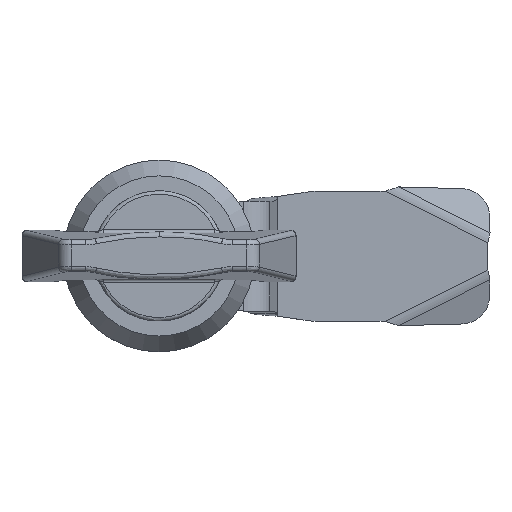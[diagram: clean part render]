
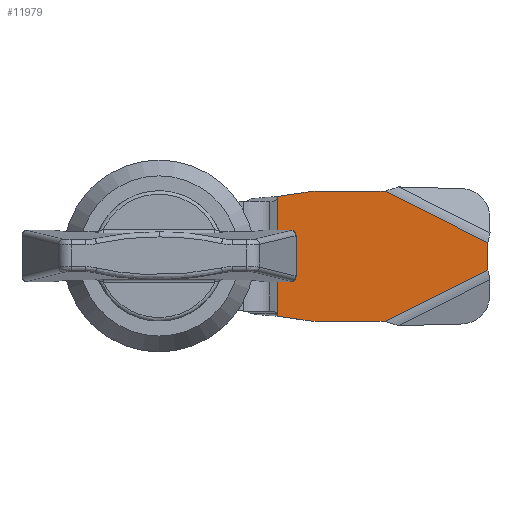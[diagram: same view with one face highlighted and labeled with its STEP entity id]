
A CAD part, top view. The second image highlights one B-rep face of the part: STEP entity #11979.
In plain terms, the highlighted planar face has unit normal (0, 0, 1).
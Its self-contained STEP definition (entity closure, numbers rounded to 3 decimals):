
#107 = DIRECTION ( 'NONE',  ( 1., 0., 0. ) ) ;
#448 = VECTOR ( 'NONE', #16444, 1000. ) ;
#842 = VECTOR ( 'NONE', #13554, 1000. ) ;
#926 = ORIENTED_EDGE ( 'NONE', *, *, #10118, .T. ) ;
#1041 = DIRECTION ( 'NONE',  ( -1., 0., 0. ) ) ;
#1474 = CARTESIAN_POINT ( 'NONE',  ( 6.828, 22.584, -7.6 ) ) ;
#1666 = DIRECTION ( 'NONE',  ( 0., -1., 0. ) ) ;
#2235 = CARTESIAN_POINT ( 'NONE',  ( 22.792, 5.5, -7.6 ) ) ;
#2412 = EDGE_CURVE ( 'NONE', #15334, #17033, #7058, .T. ) ;
#2604 = DIRECTION ( 'NONE',  ( 1., 0., 0. ) ) ;
#2713 = EDGE_CURVE ( 'NONE', #15334, #23195, #3079, .T. ) ;
#2805 = VECTOR ( 'NONE', #11530, 1000. ) ;
#3079 = LINE ( 'NONE', #21605, #3345 ) ;
#3345 = VECTOR ( 'NONE', #8974, 1000. ) ;
#3883 = EDGE_CURVE ( 'NONE', #8609, #17033, #20967, .T. ) ;
#4490 = ORIENTED_EDGE ( 'NONE', *, *, #2713, .T. ) ;
#4716 = EDGE_CURVE ( 'NONE', #13686, #13216, #18090, .T. ) ;
#4718 = CARTESIAN_POINT ( 'NONE',  ( 48., 9.5, -7.6 ) ) ;
#4733 = DIRECTION ( 'NONE',  ( -0.989, -0.145, 0. ) ) ;
#5191 = CARTESIAN_POINT ( 'NONE',  ( 22.5, 9.5, -7.6 ) ) ;
#5216 = CARTESIAN_POINT ( 'NONE',  ( 6.828, -22.584, -7.6 ) ) ;
#5281 = CARTESIAN_POINT ( 'NONE',  ( -4.464, 0., -7.6 ) ) ;
#6321 = CARTESIAN_POINT ( 'NONE',  ( 22.211, -9.458, -7.6 ) ) ;
#6369 = EDGE_CURVE ( 'NONE', #13216, #16152, #8095, .T. ) ;
#6767 = FACE_OUTER_BOUND ( 'NONE', #11682, .T. ) ;
#7058 = LINE ( 'NONE', #5216, #8314 ) ;
#7133 = DIRECTION ( 'NONE',  ( 0., 0., 1. ) ) ;
#7535 = LINE ( 'NONE', #16622, #14015 ) ;
#7552 = EDGE_CURVE ( 'NONE', #13954, #8609, #14578, .T. ) ;
#7827 = ORIENTED_EDGE ( 'NONE', *, *, #23990, .T. ) ;
#8095 = CIRCLE ( 'NONE', #20612, 4. ) ;
#8314 = VECTOR ( 'NONE', #20283, 1000. ) ;
#8330 = AXIS2_PLACEMENT_3D ( 'NONE', #11039, #16781, #107 ) ;
#8609 = VERTEX_POINT ( 'NONE', #13406 ) ;
#8658 = AXIS2_PLACEMENT_3D ( 'NONE', #5281, #7133, #22092 ) ;
#8974 = DIRECTION ( 'NONE',  ( 0., 1., 0. ) ) ;
#9399 = CARTESIAN_POINT ( 'NONE',  ( 32.996, -9.5, -7.6 ) ) ;
#9910 = ORIENTED_EDGE ( 'NONE', *, *, #11571, .T. ) ;
#10118 = EDGE_CURVE ( 'NONE', #22147, #13954, #16674, .T. ) ;
#10132 = EDGE_CURVE ( 'NONE', #23195, #13686, #18394, .T. ) ;
#11039 = CARTESIAN_POINT ( 'NONE',  ( 22.792, -5.5, -7.6 ) ) ;
#11372 = VECTOR ( 'NONE', #4733, 1000. ) ;
#11530 = DIRECTION ( 'NONE',  ( 1., 0., 0. ) ) ;
#11571 = EDGE_CURVE ( 'NONE', #16152, #12018, #21536, .T. ) ;
#11682 = EDGE_LOOP ( 'NONE', ( #16869, #4490, #23508, #13096, #15443, #9910, #7827, #926, #19222, #17652 ) ) ;
#11979 = ADVANCED_FACE ( 'NONE', ( #6767 ), #23697, .T. ) ;
#12018 = VERTEX_POINT ( 'NONE', #21846 ) ;
#12307 = VECTOR ( 'NONE', #1041, 1000. ) ;
#13096 = ORIENTED_EDGE ( 'NONE', *, *, #4716, .T. ) ;
#13216 = VERTEX_POINT ( 'NONE', #17783 ) ;
#13406 = CARTESIAN_POINT ( 'NONE',  ( 22.792, -9.5, -7.6 ) ) ;
#13554 = DIRECTION ( 'NONE',  ( -0.894, 0.447, 0. ) ) ;
#13686 = VERTEX_POINT ( 'NONE', #22046 ) ;
#13900 = CARTESIAN_POINT ( 'NONE',  ( 22.211, 9.458, -7.6 ) ) ;
#13954 = VERTEX_POINT ( 'NONE', #6321 ) ;
#14015 = VECTOR ( 'NONE', #1666, 1000. ) ;
#14578 = CIRCLE ( 'NONE', #8330, 4. ) ;
#15334 = VERTEX_POINT ( 'NONE', #21134 ) ;
#15443 = ORIENTED_EDGE ( 'NONE', *, *, #6369, .T. ) ;
#16152 = VERTEX_POINT ( 'NONE', #13900 ) ;
#16444 = DIRECTION ( 'NONE',  ( 0.989, -0.145, 0. ) ) ;
#16622 = CARTESIAN_POINT ( 'NONE',  ( 17.263, 0., -7.6 ) ) ;
#16674 = LINE ( 'NONE', #17242, #448 ) ;
#16781 = DIRECTION ( 'NONE',  ( 0., 0., 1. ) ) ;
#16869 = ORIENTED_EDGE ( 'NONE', *, *, #2412, .F. ) ;
#17033 = VERTEX_POINT ( 'NONE', #9399 ) ;
#17242 = CARTESIAN_POINT ( 'NONE',  ( 7.5, -7.3, -7.6 ) ) ;
#17466 = CARTESIAN_POINT ( 'NONE',  ( 48., 1.998, -7.6 ) ) ;
#17652 = ORIENTED_EDGE ( 'NONE', *, *, #3883, .T. ) ;
#17783 = CARTESIAN_POINT ( 'NONE',  ( 22.792, 9.5, -7.6 ) ) ;
#18090 = LINE ( 'NONE', #4718, #12307 ) ;
#18394 = LINE ( 'NONE', #1474, #842 ) ;
#19222 = ORIENTED_EDGE ( 'NONE', *, *, #7552, .T. ) ;
#19402 = DIRECTION ( 'NONE',  ( 0., 0., 1. ) ) ;
#20283 = DIRECTION ( 'NONE',  ( -0.894, -0.447, 0. ) ) ;
#20591 = CARTESIAN_POINT ( 'NONE',  ( 17.263, -8.732, -7.6 ) ) ;
#20612 = AXIS2_PLACEMENT_3D ( 'NONE', #2235, #19402, #2604 ) ;
#20967 = LINE ( 'NONE', #21094, #2805 ) ;
#21094 = CARTESIAN_POINT ( 'NONE',  ( 48., -9.5, -7.6 ) ) ;
#21134 = CARTESIAN_POINT ( 'NONE',  ( 48., -1.998, -7.6 ) ) ;
#21536 = LINE ( 'NONE', #5191, #11372 ) ;
#21605 = CARTESIAN_POINT ( 'NONE',  ( 48., 9.5, -7.6 ) ) ;
#21846 = CARTESIAN_POINT ( 'NONE',  ( 17.263, 8.732, -7.6 ) ) ;
#22046 = CARTESIAN_POINT ( 'NONE',  ( 32.996, 9.5, -7.6 ) ) ;
#22092 = DIRECTION ( 'NONE',  ( 1., 0., 0. ) ) ;
#22147 = VERTEX_POINT ( 'NONE', #20591 ) ;
#23195 = VERTEX_POINT ( 'NONE', #17466 ) ;
#23508 = ORIENTED_EDGE ( 'NONE', *, *, #10132, .T. ) ;
#23697 = PLANE ( 'NONE',  #8658 ) ;
#23990 = EDGE_CURVE ( 'NONE', #12018, #22147, #7535, .T. ) ;
